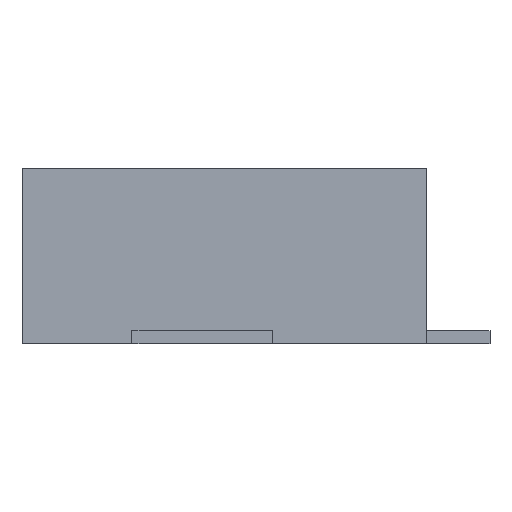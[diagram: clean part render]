
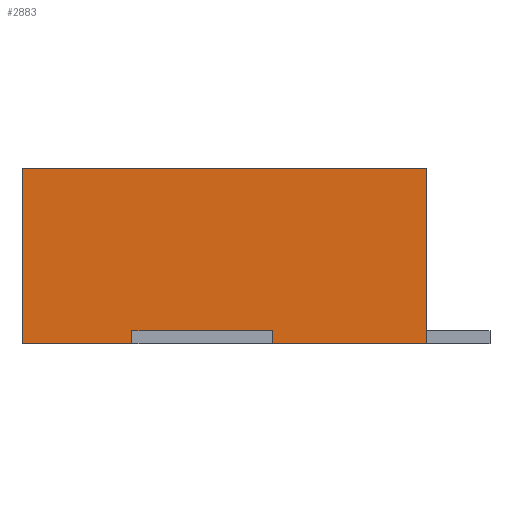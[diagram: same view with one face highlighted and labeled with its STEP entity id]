
A CAD part, front view. The second image highlights one B-rep face of the part: STEP entity #2883.
In plain terms, the highlighted planar face has unit normal (0, -1, 0).
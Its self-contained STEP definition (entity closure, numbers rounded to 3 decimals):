
#2807 = EDGE_CURVE('',#2808,#2810,#2812,.T.);
#2808 = VERTEX_POINT('',#2809);
#2809 = CARTESIAN_POINT('',(0.,0.,0.));
#2810 = VERTEX_POINT('',#2811);
#2811 = CARTESIAN_POINT('',(0.,0.,2.));
#2812 = LINE('',#2813,#2814);
#2813 = CARTESIAN_POINT('',(0.,0.,0.));
#2814 = VECTOR('',#2815,1.);
#2815 = DIRECTION('',(0.,0.,1.));
#2847 = EDGE_CURVE('',#2848,#2850,#2852,.T.);
#2848 = VERTEX_POINT('',#2849);
#2849 = CARTESIAN_POINT('',(4.6,0.,0.));
#2850 = VERTEX_POINT('',#2851);
#2851 = CARTESIAN_POINT('',(4.6,0.,2.));
#2852 = LINE('',#2853,#2854);
#2853 = CARTESIAN_POINT('',(4.6,0.,0.));
#2854 = VECTOR('',#2855,1.);
#2855 = DIRECTION('',(0.,0.,1.));
#2883 = ADVANCED_FACE('',(#2884),#2900,.F.);
#2884 = FACE_BOUND('',#2885,.F.);
#2885 = EDGE_LOOP('',(#2886,#2892,#2893,#2899));
#2886 = ORIENTED_EDGE('',*,*,#2887,.F.);
#2887 = EDGE_CURVE('',#2808,#2848,#2888,.T.);
#2888 = LINE('',#2889,#2890);
#2889 = CARTESIAN_POINT('',(0.,0.,0.));
#2890 = VECTOR('',#2891,1.);
#2891 = DIRECTION('',(1.,0.,-0.));
#2892 = ORIENTED_EDGE('',*,*,#2807,.T.);
#2893 = ORIENTED_EDGE('',*,*,#2894,.T.);
#2894 = EDGE_CURVE('',#2810,#2850,#2895,.T.);
#2895 = LINE('',#2896,#2897);
#2896 = CARTESIAN_POINT('',(0.,0.,2.));
#2897 = VECTOR('',#2898,1.);
#2898 = DIRECTION('',(1.,0.,-0.));
#2899 = ORIENTED_EDGE('',*,*,#2847,.F.);
#2900 = PLANE('',#2901);
#2901 = AXIS2_PLACEMENT_3D('',#2902,#2903,#2904);
#2902 = CARTESIAN_POINT('',(0.,0.,0.));
#2903 = DIRECTION('',(-0.,1.,0.));
#2904 = DIRECTION('',(0.,0.,1.));
